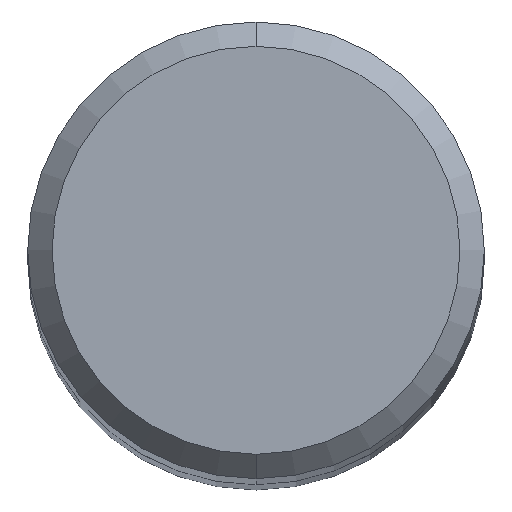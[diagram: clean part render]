
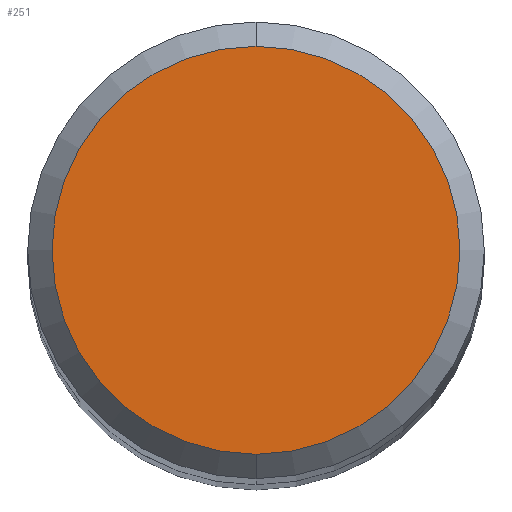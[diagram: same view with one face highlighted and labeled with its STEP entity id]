
A CAD part, top view. The second image highlights one B-rep face of the part: STEP entity #251.
In plain terms, the highlighted planar face has unit normal (0, 0, 1).
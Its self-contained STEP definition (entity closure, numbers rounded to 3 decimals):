
#251=ADVANCED_FACE('',(#532),#533,.T.);
#271=EDGE_CURVE('',#299,#293,#555,.T.);
#293=VERTEX_POINT('',#580);
#299=VERTEX_POINT('',#588);
#339=EDGE_CURVE('',#293,#299,#632,.T.);
#532=FACE_OUTER_BOUND('',#904,.T.);
#533=PLANE('',#905);
#555=CIRCLE('',#974,3.35);
#580=CARTESIAN_POINT('',(0.0,3.35,0.0));
#588=CARTESIAN_POINT('',(0.,-3.35,0.0));
#632=CIRCLE('',#1104,3.35);
#904=EDGE_LOOP('',(#1410,#1411));
#905=AXIS2_PLACEMENT_3D('',#1412,#1413,#1414);
#974=AXIS2_PLACEMENT_3D('',#1437,#1438,#1439);
#1104=AXIS2_PLACEMENT_3D('',#1532,#1533,#1534);
#1410=ORIENTED_EDGE('',*,*,#339,.F.);
#1411=ORIENTED_EDGE('',*,*,#271,.F.);
#1412=CARTESIAN_POINT('',(0.0,1.675,0.0));
#1413=DIRECTION('',(-0.0,0.0,1.0));
#1414=DIRECTION('',(0.0,-1.0,0.0));
#1437=CARTESIAN_POINT('',(0.0,0.0,0.0));
#1438=DIRECTION('',(0.0,0.0,-1.0));
#1439=DIRECTION('',(0.0,1.0,0.0));
#1532=CARTESIAN_POINT('',(0.0,0.0,0.0));
#1533=DIRECTION('',(0.0,0.0,-1.0));
#1534=DIRECTION('',(0.0,1.0,0.0));
